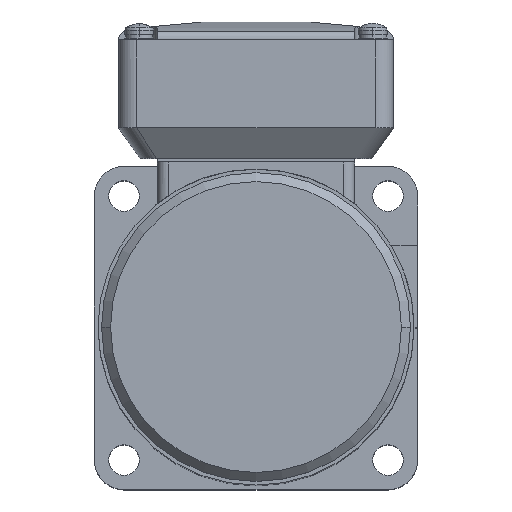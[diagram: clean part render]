
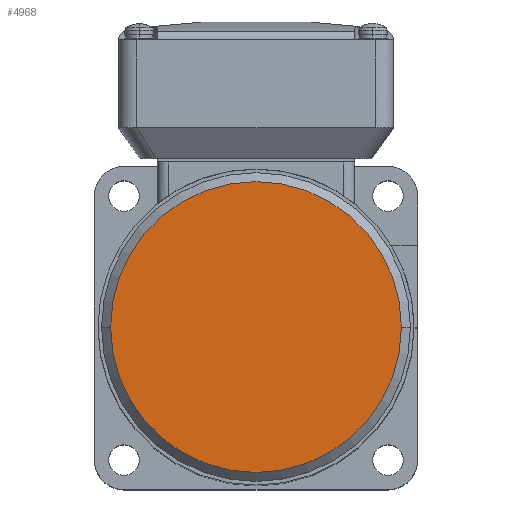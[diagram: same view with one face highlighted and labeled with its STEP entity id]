
A CAD part, top view. The second image highlights one B-rep face of the part: STEP entity #4968.
In plain terms, the highlighted planar face has unit normal (0, 0, 1).
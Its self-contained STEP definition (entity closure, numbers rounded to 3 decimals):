
#298 = DIRECTION ( 'NONE',  ( 0., -1., 0. ) ) ;
#299 = DIRECTION ( 'NONE',  ( 0., 0., 1. ) ) ;
#300 = CARTESIAN_POINT ( 'NONE',  ( 0., 0., 164. ) ) ;
#301 = PLANE ( 'NONE',  #9216 ) ;
#789 = EDGE_CURVE ( 'NONE', #6708, #6355, #8989, .T. ) ;
#850 = EDGE_CURVE ( 'NONE', #6355, #6708, #8774, .T. ) ;
#1356 = CARTESIAN_POINT ( 'NONE',  ( -40.5, 0., 164. ) ) ;
#1411 = CARTESIAN_POINT ( 'NONE',  ( 40.5, 0., 164. ) ) ;
#1996 = EDGE_LOOP ( 'NONE', ( #6326, #6325 ) ) ;
#3784 = DIRECTION ( 'NONE',  ( -1., 0., 0. ) ) ;
#3785 = DIRECTION ( 'NONE',  ( 0., 0., -1. ) ) ;
#3786 = CARTESIAN_POINT ( 'NONE',  ( 0., 0., 164. ) ) ;
#4022 = DIRECTION ( 'NONE',  ( -1., 0., 0. ) ) ;
#4023 = DIRECTION ( 'NONE',  ( 0., 0., -1. ) ) ;
#4024 = CARTESIAN_POINT ( 'NONE',  ( 0., 0., 164. ) ) ;
#4725 = FACE_OUTER_BOUND ( 'NONE', #1996, .T. ) ;
#4968 = ADVANCED_FACE ( 'NONE', ( #4725 ), #301, .T. ) ;
#6325 = ORIENTED_EDGE ( 'NONE', *, *, #850, .F. ) ;
#6326 = ORIENTED_EDGE ( 'NONE', *, *, #789, .F. ) ;
#6355 = VERTEX_POINT ( 'NONE', #1411 ) ;
#6708 = VERTEX_POINT ( 'NONE', #1356 ) ;
#8769 = AXIS2_PLACEMENT_3D ( 'NONE', #3786, #3785, #3784 ) ;
#8774 = CIRCLE ( 'NONE', #8769, 40.5 ) ;
#8984 = AXIS2_PLACEMENT_3D ( 'NONE', #4024, #4023, #4022 ) ;
#8989 = CIRCLE ( 'NONE', #8984, 40.5 ) ;
#9216 = AXIS2_PLACEMENT_3D ( 'NONE', #300, #299, #298 ) ;
